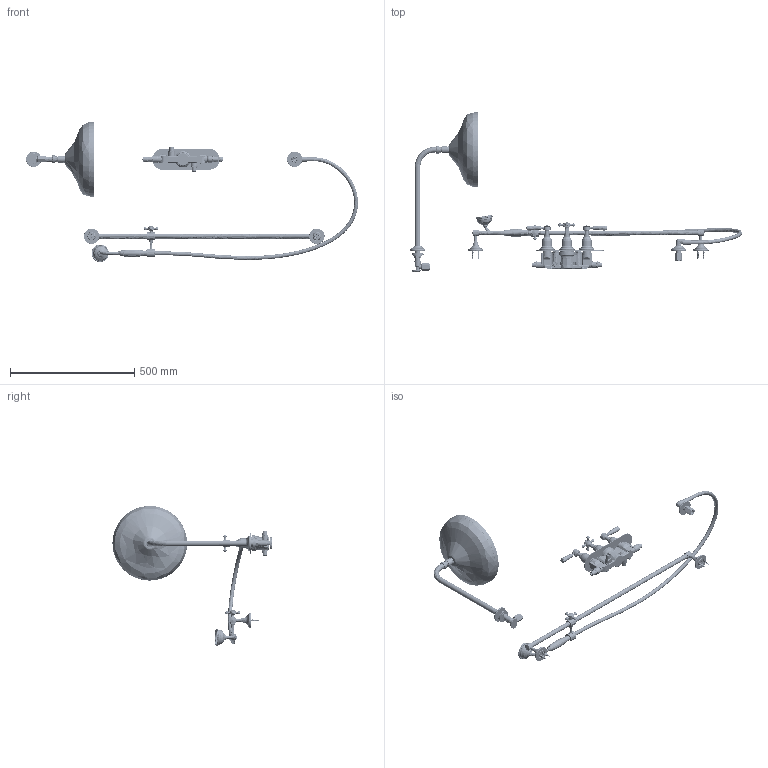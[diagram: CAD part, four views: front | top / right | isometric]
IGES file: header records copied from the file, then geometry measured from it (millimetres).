
Global section: file name: V2B1A-XC-XM-XW-XGBC; native system: Autodesk Inventor 2018; preprocessor: unknown; author: aduggalther; date: 20190708.150916; units: millimetre
Bounding box: 1335.46 x 639.79 x 563.15 mm (x, y, z)
Volume: 5172792.2 mm3; surface area: 1028908.5 mm2
Topology: 152 solids, 168 shells, 5880 faces, 15396 edges, 10357 vertices
Faces by surface type: bspline 5880
